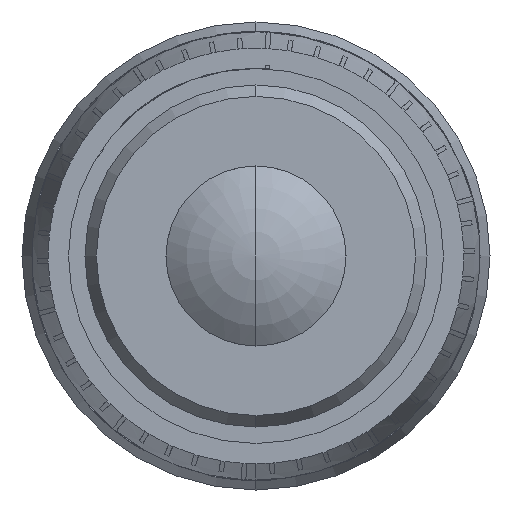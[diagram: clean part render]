
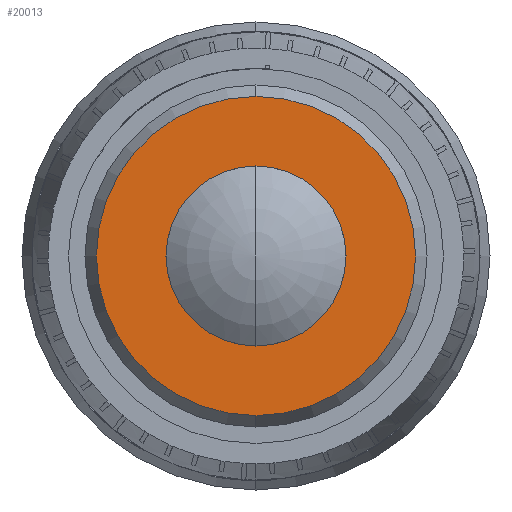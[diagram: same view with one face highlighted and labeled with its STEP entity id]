
A CAD part, left-side view. The second image highlights one B-rep face of the part: STEP entity #20013.
In plain terms, the highlighted planar face has unit normal (-1, 0, 0).
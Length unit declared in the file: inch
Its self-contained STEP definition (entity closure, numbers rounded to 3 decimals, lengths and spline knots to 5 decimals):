
#13849 = EDGE_CURVE ( 'NONE', #13940, #13860, #53685, .T. ) ;
#13860 = VERTEX_POINT ( 'NONE', #53720 ) ;
#13923 = EDGE_CURVE ( 'NONE', #13927, #13931, #54001, .T. ) ;
#13927 = VERTEX_POINT ( 'NONE', #54027 ) ;
#13931 = VERTEX_POINT ( 'NONE', #54000 ) ;
#13940 = VERTEX_POINT ( 'NONE', #54042 ) ;
#20002 = EDGE_LOOP ( 'NONE', ( #20027, #20082 ) ) ;
#20007 = EDGE_CURVE ( 'NONE', #13931, #13927, #45121, .T. ) ;
#20013 = ADVANCED_FACE ( 'NONE', ( #45225, #45164 ), #45165, .F. ) ;
#20015 = EDGE_CURVE ( 'NONE', #13860, #13940, #45093, .T. ) ;
#20027 = ORIENTED_EDGE ( 'NONE', *, *, #13923, .T. ) ;
#20038 = EDGE_LOOP ( 'NONE', ( #20081, #20083 ) ) ;
#20081 = ORIENTED_EDGE ( 'NONE', *, *, #13849, .F. ) ;
#20082 = ORIENTED_EDGE ( 'NONE', *, *, #20007, .T. ) ;
#20083 = ORIENTED_EDGE ( 'NONE', *, *, #20015, .F. ) ;
#45075 = DIRECTION ( 'NONE',  ( 0., 0., -1. ) ) ;
#45076 = DIRECTION ( 'NONE',  ( 1., 0., 0. ) ) ;
#45077 = CARTESIAN_POINT ( 'NONE',  ( 0.69, 0., 0. ) ) ;
#45093 = CIRCLE ( 'NONE', #45097, 0.17451 ) ;
#45094 = DIRECTION ( 'NONE',  ( 0., 0., -1. ) ) ;
#45095 = DIRECTION ( 'NONE',  ( 1., 0., 0. ) ) ;
#45096 = CARTESIAN_POINT ( 'NONE',  ( 0.69, 0., 0. ) ) ;
#45097 = AXIS2_PLACEMENT_3D ( 'NONE', #45119, #45118, #45117 ) ;
#45117 = DIRECTION ( 'NONE',  ( 0., 0., -1. ) ) ;
#45118 = DIRECTION ( 'NONE',  ( 1., 0., 0. ) ) ;
#45119 = CARTESIAN_POINT ( 'NONE',  ( 0.69, 0., 0. ) ) ;
#45120 = AXIS2_PLACEMENT_3D ( 'NONE', #45077, #45076, #45075 ) ;
#45121 = CIRCLE ( 'NONE', #45120, 0.09843 ) ;
#45164 = FACE_BOUND ( 'NONE', #20002, .T. ) ;
#45165 = PLANE ( 'NONE',  #45221 ) ;
#45221 = AXIS2_PLACEMENT_3D ( 'NONE', #45096, #45095, #45094 ) ;
#45225 = FACE_OUTER_BOUND ( 'NONE', #20038, .T. ) ;
#53681 = DIRECTION ( 'NONE',  ( 0., 0., -1. ) ) ;
#53682 = DIRECTION ( 'NONE',  ( 1., 0., 0. ) ) ;
#53683 = CARTESIAN_POINT ( 'NONE',  ( 0.69, 0., 0. ) ) ;
#53684 = AXIS2_PLACEMENT_3D ( 'NONE', #53683, #53682, #53681 ) ;
#53685 = CIRCLE ( 'NONE', #53684, 0.17451 ) ;
#53720 = CARTESIAN_POINT ( 'NONE',  ( 0.69, 0., 0.17451 ) ) ;
#53982 = AXIS2_PLACEMENT_3D ( 'NONE', #54023, #54164, #54163 ) ;
#54000 = CARTESIAN_POINT ( 'NONE',  ( 0.69, 0., 0.09843 ) ) ;
#54001 = CIRCLE ( 'NONE', #53982, 0.09843 ) ;
#54023 = CARTESIAN_POINT ( 'NONE',  ( 0.69, 0., 0. ) ) ;
#54027 = CARTESIAN_POINT ( 'NONE',  ( 0.69, 0., -0.09843 ) ) ;
#54042 = CARTESIAN_POINT ( 'NONE',  ( 0.69, 0., -0.17451 ) ) ;
#54163 = DIRECTION ( 'NONE',  ( 0., 0., -1. ) ) ;
#54164 = DIRECTION ( 'NONE',  ( 1., 0., 0. ) ) ;
